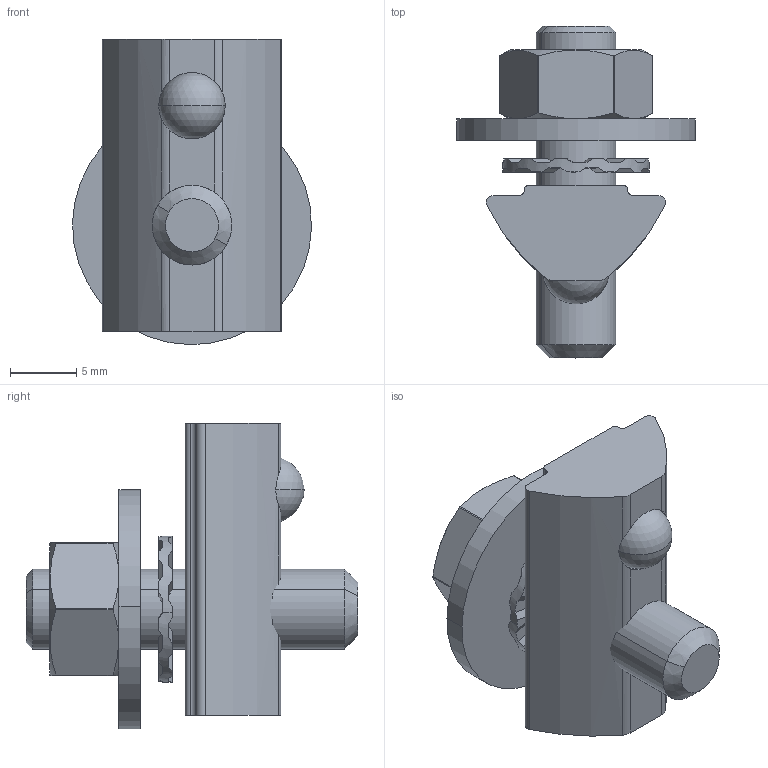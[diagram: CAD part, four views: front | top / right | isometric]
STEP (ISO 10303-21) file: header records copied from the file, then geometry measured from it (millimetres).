
FILE_DESCRIPTION (( 'STEP AP214' ), '1' );
FILE_NAME ('093091.STEP', '2014-08-22T06:56:22', ( '' ), ( '' ), 'SwSTEP 2.0', 'SolidWorks 2014', '' );
FILE_SCHEMA (( 'AUTOMOTIVE_DESIGN' ));
Length unit declared in the file: millimetre
Products named in the file (7): m6_m6 (G); din9021-6-4_Standard; din916-m6x25_m6 x 25; din6798-6-4_Standard; 096026_096023-m; k5_Standard; 093091
Assembly tree (6 placements, depth 2):
  093091
    k5_Standard
    096026_096023-m
    din6798-6-4_Standard
    din916-m6x25_m6 x 25
    din9021-6-4_Standard
    m6_m6 (G)
Bounding box: 18 x 25 x 23 mm (x, y, z)
Volume: 2701.2 mm3; surface area: 2996.2 mm2
Topology: 6 solids, 6 shells, 295 faces, 736 edges, 449 vertices
Faces by surface type: plane 124, cone 94, cylinder 75, sphere 2
Entity records: 9131 total; most frequent: CARTESIAN_POINT 2001, DIRECTION 1491, ORIENTED_EDGE 1462, EDGE_CURVE 731, AXIS2_PLACEMENT_3D 596, VERTEX_POINT 446, EDGE_LOOP 301, LINE 299
